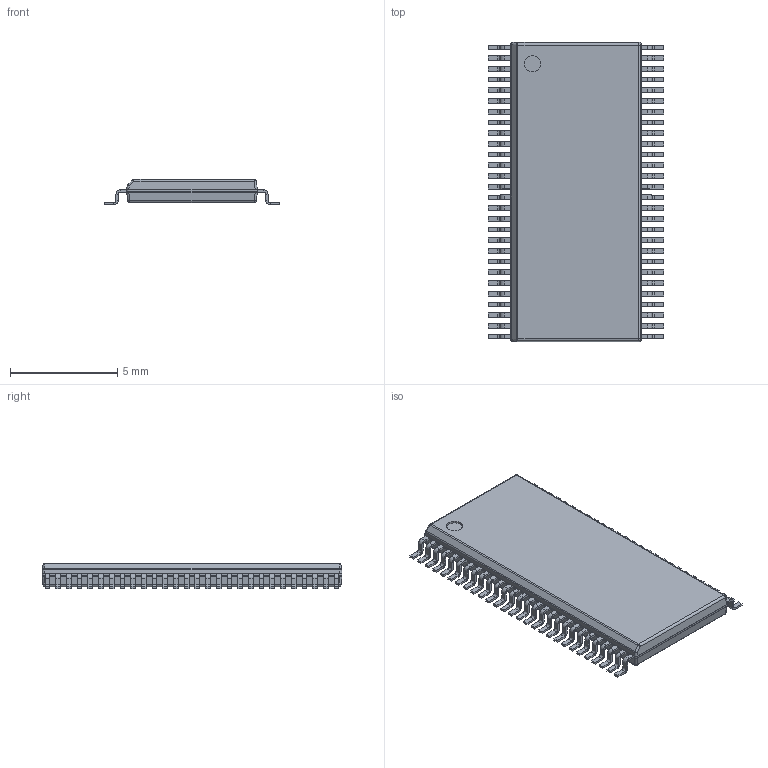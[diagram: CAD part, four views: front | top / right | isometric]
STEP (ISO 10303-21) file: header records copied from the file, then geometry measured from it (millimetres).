
FILE_DESCRIPTION(('Open CASCADE Model'),'2;1');
FILE_NAME('Open CASCADE Shape Model','2022-11-14T00:12:57',('Author'),( 'Open CASCADE'),'Open CASCADE STEP processor 7.5','Open CASCADE 7.5' ,'Unknown');
FILE_SCHEMA(('AUTOMOTIVE_DESIGN { 1 0 10303 214 1 1 1 1 }'));
Length unit declared in the file: millimetre
Products named in the file (5): TSSOP50P820X120_HS-57N.step; Open CASCADE STEP translator 7.5 179.1; Body; Open CASCADE STEP translator 7.5 179.2.1; Leader
Assembly tree (59 placements, depth 3):
  TSSOP50P820X120_HS-57N.step
    Open CASCADE STEP translator 7.5 179.1
    Body
      Open CASCADE STEP translator 7.5 179.2.1
    Leader  x56
Bounding box: 8.2 x 14 x 1.2 mm (x, y, z)
Volume: 94.1 mm3; surface area: 264.1 mm2
Topology: 57 solids, 58 shells, 1299 faces, 2602 edges, 1409 vertices
Faces by surface type: plane 1025, cylinder 256, sphere 10, bspline 8
Full cylindrical faces by diameter (mm): 0.762 x1
Entity records: 6208 total; most frequent: CARTESIAN_POINT 2400, DIRECTION 682, ORIENTED_EDGE 343, PCURVE 343, DEFINITIONAL_REPRESENTATION 343, LINE 311, VECTOR 311, AXIS2_PLACEMENT_3D 182
